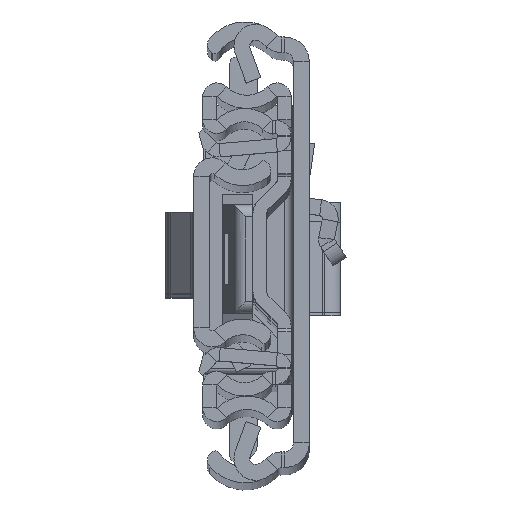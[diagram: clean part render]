
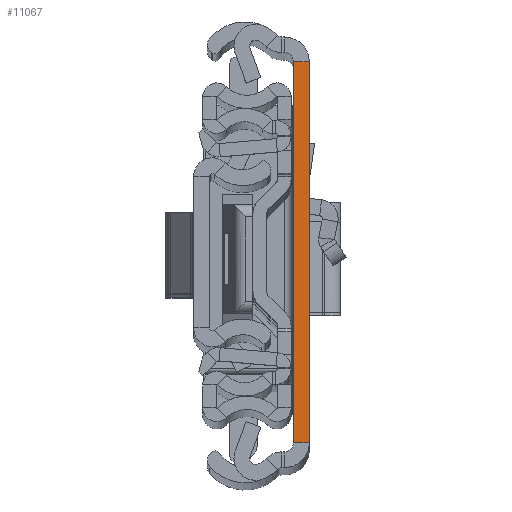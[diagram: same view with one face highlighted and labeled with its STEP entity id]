
A CAD part, top view. The second image highlights one B-rep face of the part: STEP entity #11067.
In plain terms, the highlighted planar face has unit normal (0, 0, 1).
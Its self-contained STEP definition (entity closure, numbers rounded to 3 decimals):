
#881 = VECTOR ( 'NONE', #19054, 1000. ) ;
#962 = EDGE_CURVE ( 'NONE', #8835, #7828, #4100, .T. ) ;
#997 = VECTOR ( 'NONE', #13334, 1000. ) ;
#1576 = FACE_OUTER_BOUND ( 'NONE', #2120, .T. ) ;
#1777 = PLANE ( 'NONE',  #15218 ) ;
#1872 = DIRECTION ( 'NONE',  ( 0., 1., 0. ) ) ;
#2120 = EDGE_LOOP ( 'NONE', ( #17939, #13900, #19252, #8868 ) ) ;
#4017 = VERTEX_POINT ( 'NONE', #8213 ) ;
#4100 = LINE ( 'NONE', #13027, #8813 ) ;
#5313 = CARTESIAN_POINT ( 'NONE',  ( 0., -31.5, 0. ) ) ;
#5614 = LINE ( 'NONE', #8585, #997 ) ;
#5792 = LINE ( 'NONE', #13115, #16326 ) ;
#5893 = DIRECTION ( 'NONE',  ( 1., 0., 0. ) ) ;
#6422 = CARTESIAN_POINT ( 'NONE',  ( 2.6, -31.5, 0. ) ) ;
#7828 = VERTEX_POINT ( 'NONE', #13153 ) ;
#8213 = CARTESIAN_POINT ( 'NONE',  ( 0., -31.5, 0. ) ) ;
#8585 = CARTESIAN_POINT ( 'NONE',  ( 2.6, -31.5, 0. ) ) ;
#8813 = VECTOR ( 'NONE', #12931, 1000. ) ;
#8835 = VERTEX_POINT ( 'NONE', #6422 ) ;
#8868 = ORIENTED_EDGE ( 'NONE', *, *, #962, .T. ) ;
#9187 = EDGE_CURVE ( 'NONE', #4017, #8835, #5614, .T. ) ;
#11067 = ADVANCED_FACE ( 'NONE', ( #1576 ), #1777, .F. ) ;
#12430 = DIRECTION ( 'NONE',  ( 0., 0., -1. ) ) ;
#12931 = DIRECTION ( 'NONE',  ( 0., 1., 0. ) ) ;
#13027 = CARTESIAN_POINT ( 'NONE',  ( 2.6, -31.5, 0. ) ) ;
#13040 = LINE ( 'NONE', #5313, #881 ) ;
#13115 = CARTESIAN_POINT ( 'NONE',  ( 2.6, 31.5, 0. ) ) ;
#13153 = CARTESIAN_POINT ( 'NONE',  ( 2.6, 31.5, 0. ) ) ;
#13334 = DIRECTION ( 'NONE',  ( 1., 0., 0. ) ) ;
#13900 = ORIENTED_EDGE ( 'NONE', *, *, #18113, .F. ) ;
#15218 = AXIS2_PLACEMENT_3D ( 'NONE', #18051, #12430, #1872 ) ;
#16258 = CARTESIAN_POINT ( 'NONE',  ( 0., 31.5, 0. ) ) ;
#16326 = VECTOR ( 'NONE', #5893, 1000. ) ;
#16874 = VERTEX_POINT ( 'NONE', #16258 ) ;
#16932 = EDGE_CURVE ( 'NONE', #16874, #7828, #5792, .T. ) ;
#17939 = ORIENTED_EDGE ( 'NONE', *, *, #16932, .F. ) ;
#18051 = CARTESIAN_POINT ( 'NONE',  ( 2.6, -31.5, 0. ) ) ;
#18113 = EDGE_CURVE ( 'NONE', #4017, #16874, #13040, .T. ) ;
#19054 = DIRECTION ( 'NONE',  ( 0., 1., 0. ) ) ;
#19252 = ORIENTED_EDGE ( 'NONE', *, *, #9187, .T. ) ;
